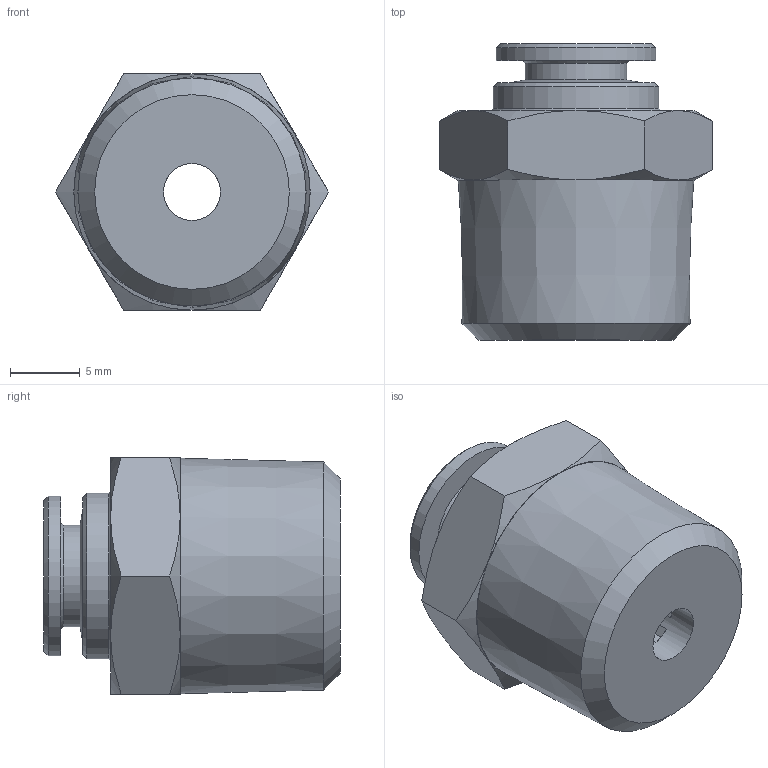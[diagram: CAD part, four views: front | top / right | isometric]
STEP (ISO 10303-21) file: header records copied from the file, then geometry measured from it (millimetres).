
FILE_DESCRIPTION(( 'MA.11.06.38.stp' ), '1');
FILE_NAME( 'MA.11.06.38.stp', '2021-03-01T10:15:19',( 'Sopra'),('sopra-pneumatic.com'), 'SwSTEP 2.0','SolidWorks 2009','' );
FILE_SCHEMA( ( 'AUTOMOTIVE_DESIGN { 1 0 10303 214 1 1 1 1 }' ) );
Length unit declared in the file: metre
Products named in the file (1): Rivoluzione1
Bounding box: 19.63 x 21.3 x 17 mm (x, y, z)
Volume: 3563.9 mm3; surface area: 1922 mm2
Topology: 1 solids, 1 shells, 57 faces, 133 edges, 82 vertices
Faces by surface type: plane 30, cone 21, cylinder 5, torus 1
Full cylindrical faces by diameter (mm): 4.1 x1, 6.15 x1, 7.3 x1, 11.5 x1, 11.9 x1
Entity records: 2214 total; most frequent: CARTESIAN_POINT 554, DIRECTION 238, ORIENTED_EDGE 230, EDGE_CURVE 115, AXIS2_PLACEMENT_3D 101, VERTEX_POINT 79, EDGE_LOOP 78, FACE_OUTER_BOUND 63
